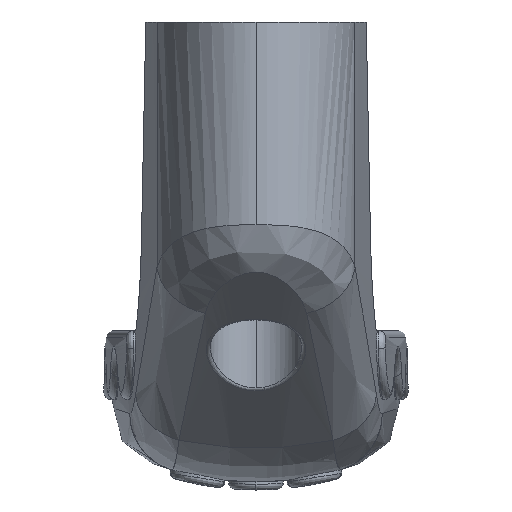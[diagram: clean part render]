
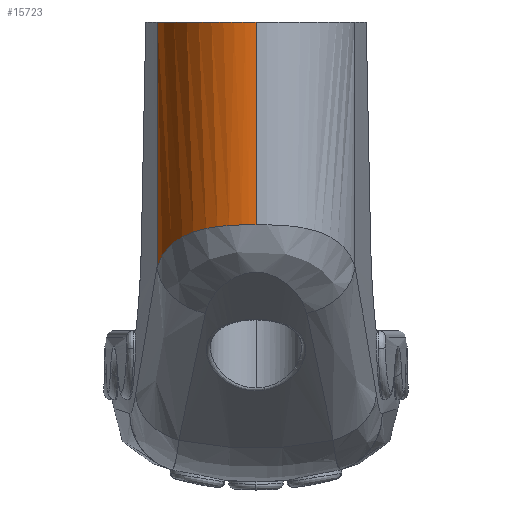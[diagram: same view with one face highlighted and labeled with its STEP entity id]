
A CAD part, left-side view. The second image highlights one B-rep face of the part: STEP entity #15723.
In plain terms, the highlighted free-form (B-spline) face has degree [3, 1] with [4, 2] control points.
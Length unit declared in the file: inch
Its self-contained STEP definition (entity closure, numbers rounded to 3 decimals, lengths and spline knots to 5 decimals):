
#518 = CARTESIAN_POINT ( 'NONE',  ( -3.355, 0., -0.86631 ) ) ;
#703 = CARTESIAN_POINT ( 'NONE',  ( -3.355, 0.21619, -1.05224 ) ) ;
#1524 = VERTEX_POINT ( 'NONE', #13091 ) ;
#1623 = VERTEX_POINT ( 'NONE', #17068 ) ;
#2131 = LINE ( 'NONE', #12618, #14357 ) ;
#2397 = CARTESIAN_POINT ( 'NONE',  ( -3.15725, 0.31996, -0.91978 ) ) ;
#2707 = ORIENTED_EDGE ( 'NONE', *, *, #18676, .F. ) ;
#3566 = ORIENTED_EDGE ( 'NONE', *, *, #17615, .T. ) ;
#3931 = CARTESIAN_POINT ( 'NONE',  ( -3.34596, 0.07585, -0.86751 ) ) ;
#4001 = CARTESIAN_POINT ( 'NONE',  ( -3.00175, 0.39254, -0.98288 ) ) ;
#4117 =( BOUNDED_SURFACE ( )  B_SPLINE_SURFACE ( 3, 1, ( 
 ( #13986, #17225 ),
 ( #18630, #10653 ),
 ( #703, #10361 ),
 ( #13700, #15363 ) ),
 .UNSPECIFIED., .F., .F., .T. ) 
 B_SPLINE_SURFACE_WITH_KNOTS ( ( 4, 4 ),
 ( 2, 2 ),
 ( 0., 1. ),
 ( 0., 1. ),
 .UNSPECIFIED. ) 
 GEOMETRIC_REPRESENTATION_ITEM ( )  RATIONAL_B_SPLINE_SURFACE ( (
 ( 1., 1.),
 ( 0.846, 0.846),
 ( 0.846, 0.846),
 ( 1., 1.) ) ) 
 REPRESENTATION_ITEM ( '' )  SURFACE ( )  );
#4435 = EDGE_LOOP ( 'NONE', ( #3566, #17064, #2707, #5025 ) ) ;
#4665 = FACE_OUTER_BOUND ( 'NONE', #4435, .T. ) ;
#5025 = ORIENTED_EDGE ( 'NONE', *, *, #10906, .F. ) ;
#5451 = CARTESIAN_POINT ( 'NONE',  ( -2.89334, 0.41889, -1.03271 ) ) ;
#5671 = CARTESIAN_POINT ( 'NONE',  ( -3.20469, 0.28569, -0.90324 ) ) ;
#6018 = CARTESIAN_POINT ( 'NONE',  ( -2.86598, 0.42258, 0. ) ) ;
#6531 = LINE ( 'NONE', #7220, #20018 ) ;
#6947 = EDGE_CURVE ( 'NONE', #1623, #9799, #2131, .T. ) ;
#7126 = CARTESIAN_POINT ( 'NONE',  ( -3.33176, 0.11943, -0.86977 ) ) ;
#7220 = CARTESIAN_POINT ( 'NONE',  ( -2.86598, 0.42258, -1.965 ) ) ;
#7355 = CARTESIAN_POINT ( 'NONE',  ( -3.08103, 0.36169, -0.94925 ) ) ;
#7576 = CARTESIAN_POINT ( 'NONE',  ( -3.355, 0., 0. ) ) ;
#8818 = CARTESIAN_POINT ( 'NONE',  ( -3.13214, 0.3352, -0.92914 ) ) ;
#9098 = CARTESIAN_POINT ( 'NONE',  ( -3.26883, 0.22357, -0.88382 ) ) ;
#9600 =( BOUNDED_CURVE ( )  B_SPLINE_CURVE ( 3, ( #6018, #14376, #19318, #7576 ),
 .UNSPECIFIED., .F., .F. ) 
 B_SPLINE_CURVE_WITH_KNOTS ( ( 4, 4 ),
 ( 4.89843, 6.28319 ),
 .UNSPECIFIED. ) 
 CURVE ( )  GEOMETRIC_REPRESENTATION_ITEM ( )  RATIONAL_B_SPLINE_CURVE ( ( 1., 0.846, 0.846, 1. ) ) 
 REPRESENTATION_ITEM ( '' )  );
#9799 = VERTEX_POINT ( 'NONE', #16327 ) ;
#10361 = CARTESIAN_POINT ( 'NONE',  ( -3.355, 0.21619, 0. ) ) ;
#10653 = CARTESIAN_POINT ( 'NONE',  ( -3.16243, 0.38259, 0. ) ) ;
#10755 = CARTESIAN_POINT ( 'NONE',  ( -3.33719, 0.10506, -0.86887 ) ) ;
#10906 = EDGE_CURVE ( 'NONE', #19563, #1524, #6531, .T. ) ;
#12384 = CARTESIAN_POINT ( 'NONE',  ( -2.86598, 0.42258, -1.04596 ) ) ;
#12455 = CARTESIAN_POINT ( 'NONE',  ( -3.35387, 0.0305, -0.86644 ) ) ;
#12618 = CARTESIAN_POINT ( 'NONE',  ( -3.355, 0., -1.965 ) ) ;
#13091 = CARTESIAN_POINT ( 'NONE',  ( -2.86598, 0.42258, 0. ) ) ;
#13700 = CARTESIAN_POINT ( 'NONE',  ( -3.355, 0., -1.05224 ) ) ;
#13943 = CARTESIAN_POINT ( 'NONE',  ( -2.97471, 0.40066, -0.99494 ) ) ;
#13986 = CARTESIAN_POINT ( 'NONE',  ( -2.86598, 0.42258, -1.05224 ) ) ;
#14357 = VECTOR ( 'NONE', #15921, 39.37008 ) ;
#14376 = CARTESIAN_POINT ( 'NONE',  ( -3.16243, 0.38259, 0. ) ) ;
#15363 = CARTESIAN_POINT ( 'NONE',  ( -3.355, 0., 0. ) ) ;
#15540 = CARTESIAN_POINT ( 'NONE',  ( -2.92055, 0.41381, -1.01983 ) ) ;
#15614 = CARTESIAN_POINT ( 'NONE',  ( -3.05491, 0.37304, -0.96004 ) ) ;
#15723 = ADVANCED_FACE ( 'NONE', ( #4665 ), #4117, .T. ) ;
#15921 = DIRECTION ( 'NONE',  ( 0., 0., 1. ) ) ;
#16327 = CARTESIAN_POINT ( 'NONE',  ( -3.355, 0., 0. ) ) ;
#17041 = CARTESIAN_POINT ( 'NONE',  ( -3.31187, 0.16071, -0.8736 ) ) ;
#17064 = ORIENTED_EDGE ( 'NONE', *, *, #6947, .T. ) ;
#17068 = CARTESIAN_POINT ( 'NONE',  ( -3.355, 0., -0.86631 ) ) ;
#17106 = CARTESIAN_POINT ( 'NONE',  ( -3.34933, 0.06095, -0.86705 ) ) ;
#17225 = CARTESIAN_POINT ( 'NONE',  ( -2.86598, 0.42258, 0. ) ) ;
#17257 = CARTESIAN_POINT ( 'NONE',  ( -3.22716, 0.26661, -0.896 ) ) ;
#17615 = EDGE_CURVE ( 'NONE', #19563, #1623, #19073, .T. ) ;
#18608 = DIRECTION ( 'NONE',  ( 0., 0., 1. ) ) ;
#18630 = CARTESIAN_POINT ( 'NONE',  ( -3.16243, 0.38259, -1.05224 ) ) ;
#18676 = EDGE_CURVE ( 'NONE', #1524, #9799, #9600, .T. ) ;
#18948 = CARTESIAN_POINT ( 'NONE',  ( -3.31907, 0.1473, -0.87214 ) ) ;
#19073 = B_SPLINE_CURVE_WITH_KNOTS ( 'NONE', 3,
 ( #12384, #5451, #15540, #13943, #4001, #15614, #7355, #8818, #2397, #5671, #17257, #9098, #20671, #17041, #18948, #7126, #10755, #3931, #17106, #12455, #20383, #518 ),
 .UNSPECIFIED., .F., .F.,
 ( 4, 2, 2, 2, 2, 2, 2, 2, 2, 2, 4 ),
 ( 0., 0.00233, 0.00465, 0.00698, 0.0093, 0.01163, 0.01395, 0.01511, 0.01628, 0.01744, 0.0186 ),
 .UNSPECIFIED. ) ;
#19318 = CARTESIAN_POINT ( 'NONE',  ( -3.355, 0.21619, 0. ) ) ;
#19563 = VERTEX_POINT ( 'NONE', #19759 ) ;
#19759 = CARTESIAN_POINT ( 'NONE',  ( -2.86598, 0.42258, -1.04596 ) ) ;
#20018 = VECTOR ( 'NONE', #18608, 39.37008 ) ;
#20383 = CARTESIAN_POINT ( 'NONE',  ( -3.355, 0.01524, -0.86631 ) ) ;
#20671 = CARTESIAN_POINT ( 'NONE',  ( -3.28798, 0.1995, -0.87893 ) ) ;
